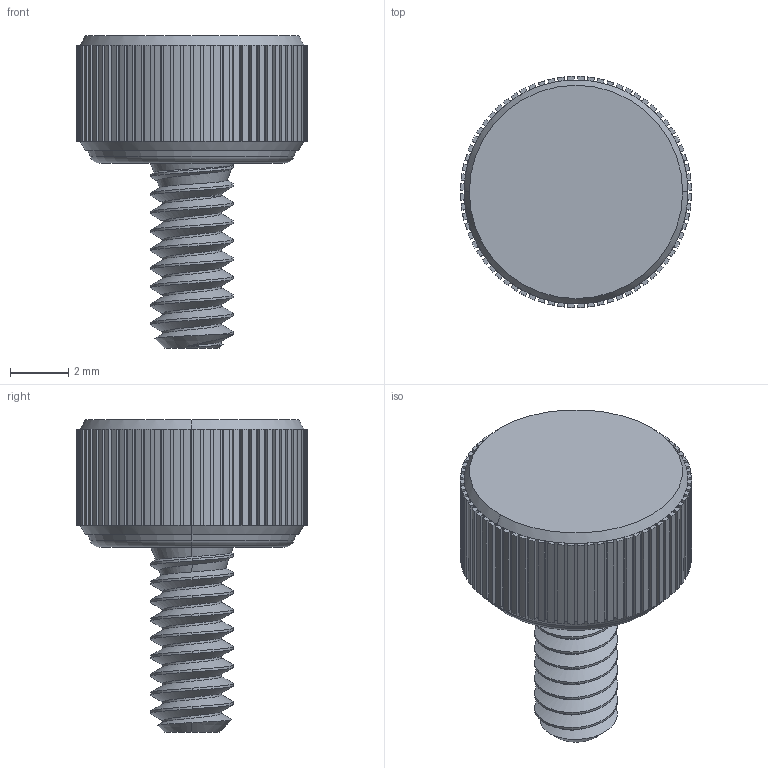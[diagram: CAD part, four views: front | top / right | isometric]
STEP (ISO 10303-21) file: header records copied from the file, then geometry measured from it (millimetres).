
FILE_DESCRIPTION (( 'STEP AP203' ), '1' );
FILE_NAME ('91185A221.step', '2013-09-24T22:00:50', ( '' ), ( '' ), 'SwSTEP 2.0', 'SolidWorks 2010', '' );
FILE_SCHEMA (( 'CONFIG_CONTROL_DESIGN' ));
Length unit declared in the file: inch
Products named in the file (1): 91185A221
Bounding box: 7.94 x 7.94 x 10.72 mm (x, y, z)
Volume: 234.1 mm3; surface area: 331.5 mm2
Topology: 1 solids, 1 shells, 476 faces, 1261 edges, 789 vertices
Faces by surface type: plane 292, cylinder 165, cone 14, bspline 3, torus 2
Entity records: 16233 total; most frequent: CARTESIAN_POINT 4028, DIRECTION 2747, ORIENTED_EDGE 2522, EDGE_CURVE 1261, AXIS2_PLACEMENT_3D 1069, VERTEX_POINT 789, VECTOR 609, LINE 609
